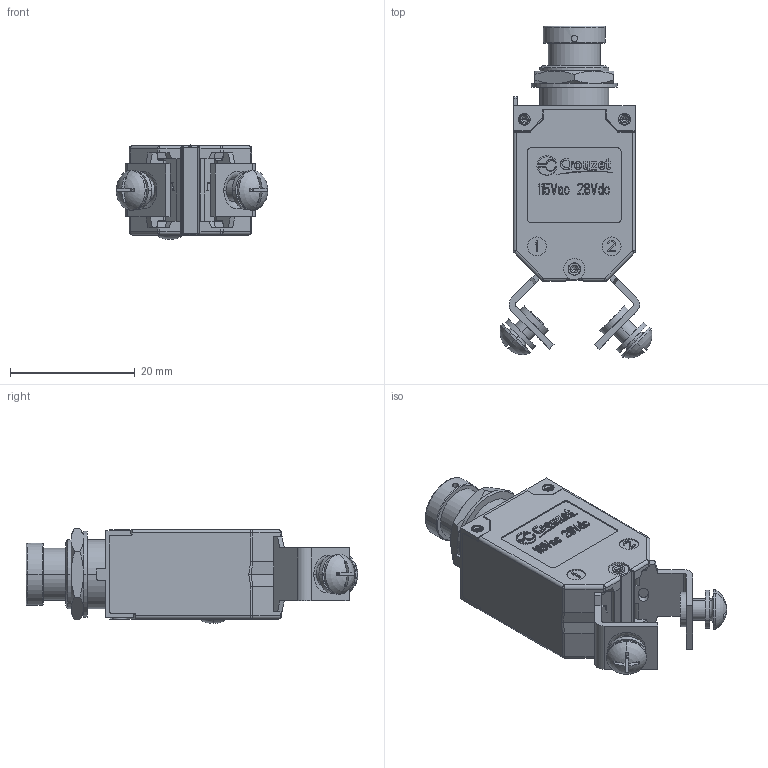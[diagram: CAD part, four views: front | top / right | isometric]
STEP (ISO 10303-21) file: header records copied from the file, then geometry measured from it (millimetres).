
FILE_DESCRIPTION((''),'2;1');
FILE_NAME('84406003','2017-10-16T',('VALFVE1'),('CROUZET-AUTOMATISMES'),'PRO/ENGINEER BY PARAMETRIC TECHNOLOGY CORPORATION, 2012090','PRO/ENGINEER BY PARAMETRIC TECHNOLOGY CORPORATION, 2012090','');
FILE_SCHEMA(('CONFIG_CONTROL_DESIGN'));
Length unit declared in the file: millimetre
Products named in the file (1): 84406003
Bounding box: 24.39 x 53.29 x 15.21 mm (x, y, z)
Volume: 4988.5 mm3; surface area: 8008.5 mm2
Topology: 5 solids, 5 shells, 1492 faces, 4033 edges, 2587 vertices
Faces by surface type: plane 1000, cylinder 295, cone 70, torus 48, extrusion 42, bspline 20, sphere 15, revolution 2
Entity records: 48998 total; most frequent: CARTESIAN_POINT 11658, ORIENTED_EDGE 8046, DIRECTION 7302, EDGE_CURVE 4023, VECTOR 2986, LINE 2944, VERTEX_POINT 2587, AXIS2_PLACEMENT_3D 2157
